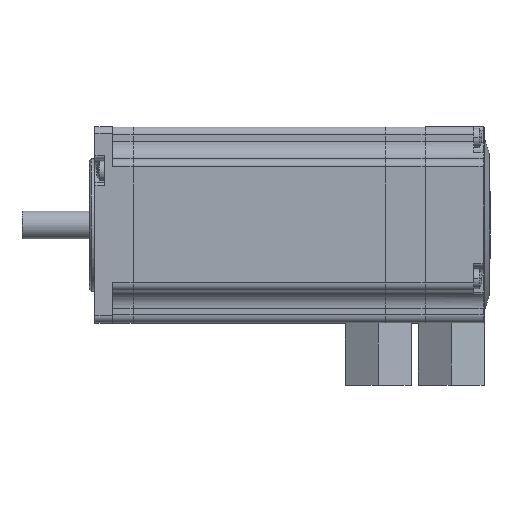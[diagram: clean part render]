
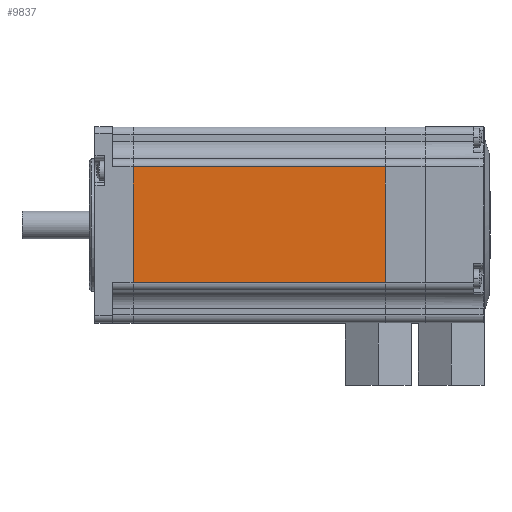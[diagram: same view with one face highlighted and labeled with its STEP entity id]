
A CAD part, top view. The second image highlights one B-rep face of the part: STEP entity #9837.
In plain terms, the highlighted face is planar.
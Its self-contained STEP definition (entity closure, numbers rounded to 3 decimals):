
#1142 = VERTEX_POINT ( 'NONE', #15617 ) ;
#1148 = VERTEX_POINT ( 'NONE', #15623 ) ;
#1164 = VERTEX_POINT ( 'NONE', #15639 ) ;
#4426 = FACE_OUTER_BOUND ( 'NONE', #17057, .T. ) ;
#4885 = LINE ( 'NONE', #30363, #8081 ) ;
#4886 = LINE ( 'NONE', #30365, #8080 ) ;
#4887 = LINE ( 'NONE', #30367, #8077 ) ;
#4888 = LINE ( 'NONE', #30369, #8074 ) ;
#8074 = VECTOR ( 'NONE', #30370, 1000. ) ;
#8077 = VECTOR ( 'NONE', #30368, 1000. ) ;
#8080 = VECTOR ( 'NONE', #30366, 1000. ) ;
#8081 = VECTOR ( 'NONE', #30364, 1000. ) ;
#9837 = ADVANCED_FACE ( 'NONE', ( #4426 ), #35199, .F. ) ;
#10357 = EDGE_CURVE ( 'NONE', #1164, #40266, #4885, .T. ) ;
#10358 = EDGE_CURVE ( 'NONE', #40266, #1142, #4886, .T. ) ;
#10359 = EDGE_CURVE ( 'NONE', #1148, #1164, #4887, .T. ) ;
#10360 = EDGE_CURVE ( 'NONE', #1148, #1142, #4888, .T. ) ;
#10867 = AXIS2_PLACEMENT_3D ( 'NONE', #35200, #35202, #35204 ) ;
#11837 = ORIENTED_EDGE ( 'NONE', *, *, #10358, .F. ) ;
#11839 = ORIENTED_EDGE ( 'NONE', *, *, #10359, .F. ) ;
#11840 = ORIENTED_EDGE ( 'NONE', *, *, #10357, .F. ) ;
#11842 = ORIENTED_EDGE ( 'NONE', *, *, #10360, .T. ) ;
#15617 = CARTESIAN_POINT ( 'NONE',  ( 16.7, -28.2, 32.6 ) ) ;
#15623 = CARTESIAN_POINT ( 'NONE',  ( 16.7, -28.2, -40. ) ) ;
#15639 = CARTESIAN_POINT ( 'NONE',  ( -16.7, -28.2, -40. ) ) ;
#17057 = EDGE_LOOP ( 'NONE', ( #11837, #11840, #11839, #11842 ) ) ;
#26160 = CARTESIAN_POINT ( 'NONE',  ( -16.7, -28.2, 32.6 ) ) ;
#30363 = CARTESIAN_POINT ( 'NONE',  ( -16.7, -28.2, 16.3 ) ) ;
#30364 = DIRECTION ( 'NONE',  ( 0., 0., 1. ) ) ;
#30365 = CARTESIAN_POINT ( 'NONE',  ( -28.2, -28.2, 32.6 ) ) ;
#30366 = DIRECTION ( 'NONE',  ( 1., 0., 0. ) ) ;
#30367 = CARTESIAN_POINT ( 'NONE',  ( 16.7, -28.2, -40. ) ) ;
#30368 = DIRECTION ( 'NONE',  ( -1., 0., 0. ) ) ;
#30369 = CARTESIAN_POINT ( 'NONE',  ( 16.7, -28.2, 16.3 ) ) ;
#30370 = DIRECTION ( 'NONE',  ( 0., 0., 1. ) ) ;
#35199 = PLANE ( 'NONE',  #10867 ) ;
#35200 = CARTESIAN_POINT ( 'NONE',  ( -16.7, -28.2, 0. ) ) ;
#35202 = DIRECTION ( 'NONE',  ( 0., 1., 0. ) ) ;
#35204 = DIRECTION ( 'NONE',  ( 0., 0., 1. ) ) ;
#40266 = VERTEX_POINT ( 'NONE', #26160 ) ;
